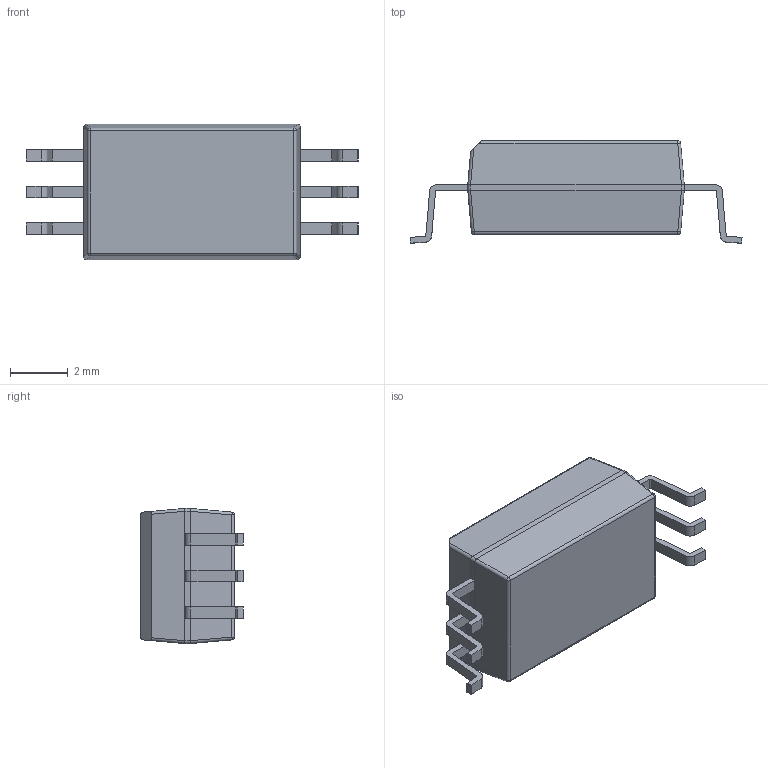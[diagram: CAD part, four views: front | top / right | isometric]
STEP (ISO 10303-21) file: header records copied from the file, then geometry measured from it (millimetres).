
FILE_DESCRIPTION (( 'STEP AP214' ), '1' );
FILE_NAME ('DWY6.STEP', '2024-04-08T18:03:11', ( '' ), ( '' ), 'SwSTEP 2.0', 'SolidWorks 2021', '' );
FILE_SCHEMA (( 'AUTOMOTIVE_DESIGN' ));
Length unit declared in the file: millimetre
Products named in the file (1): DWY6
Bounding box: 11.5 x 3.55 x 4.68 mm (x, y, z)
Volume: 110.5 mm3; surface area: 166.5 mm2
Topology: 8 solids, 8 shells, 131 faces, 330 edges, 210 vertices
Faces by surface type: plane 78, cylinder 47, sphere 6
Entity records: 3945 total; most frequent: CARTESIAN_POINT 702, DIRECTION 650, ORIENTED_EDGE 648, EDGE_CURVE 324, LINE 238, VECTOR 238, VERTEX_POINT 210, AXIS2_PLACEMENT_3D 206
